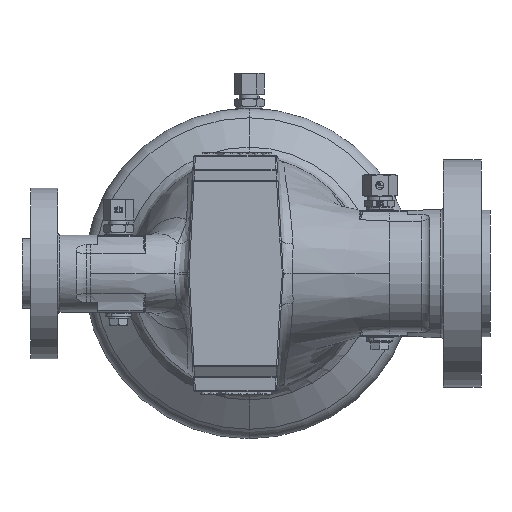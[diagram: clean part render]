
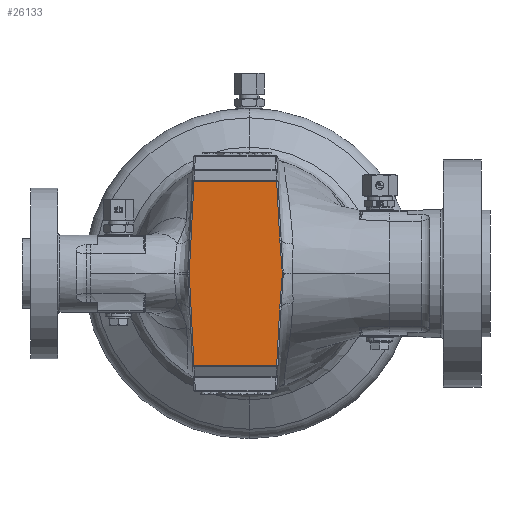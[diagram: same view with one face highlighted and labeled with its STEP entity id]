
A CAD part, front view. The second image highlights one B-rep face of the part: STEP entity #26133.
In plain terms, the highlighted planar face has unit normal (0, -1, 0).
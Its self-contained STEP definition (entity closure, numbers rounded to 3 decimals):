
#55 = ORIENTED_EDGE ( 'NONE', *, *, #1117, .T. ) ;
#195 = EDGE_CURVE ( 'Defeature ausgef�hrt1_297+Defeature ausgef�hrt1_300+Defeature ausgef�hrt1_335+Defeature ausgef�hrt1_175', #36707, #46795, #50633, .T. ) ;
#683 = CARTESIAN_POINT ( 'NONE',  ( 22.313, -46., 24.051 ) ) ;
#1117 = EDGE_CURVE ( 'Defeature ausgef�hrt1_297+Defeature ausgef�hrt1_274+Defeature ausgef�hrt1_259+Defeature ausgef�hrt1_176', #8028, #12340, #49565, .T. ) ;
#2231 = EDGE_CURVE ( 'Defeature ausgef�hrt1_297+Defeature ausgef�hrt1_335+Defeature ausgef�hrt1_333+Defeature ausgef�hrt1_300', #28229, #36707, #15254, .T. ) ;
#2408 = LINE ( 'NONE', #50906, #34229 ) ;
#2493 = AXIS2_PLACEMENT_3D ( 'NONE', #22688, #38797, #26761 ) ;
#2817 = EDGE_LOOP ( 'NONE', ( #44195, #55, #51378, #45396, #38499, #42351, #23725, #23871, #23950, #39783, #10555, #39963 ) ) ;
#3302 = EDGE_CURVE ( 'Defeature ausgef�hrt1_297+Defeature ausgef�hrt1_175+Defeature ausgef�hrt1_300+Defeature ausgef�hrt1_306', #46795, #13410, #23119, .T. ) ;
#4335 = DIRECTION ( 'NONE',  ( -0.052, 0., 0.999 ) ) ;
#4391 = B_SPLINE_CURVE_WITH_KNOTS ( 'NONE', 3,
 ( #42839, #26733, #18185, #6026, #26042, #5850, #46913, #46734 ),
 .UNSPECIFIED., .F., .F.,
 ( 4, 2, 2, 4 ),
 ( 0., 0.006, 0.012, 0.024 ),
 .UNSPECIFIED. ) ;
#5850 = CARTESIAN_POINT ( 'NONE',  ( 23.595, -46., -8.256 ) ) ;
#6026 = CARTESIAN_POINT ( 'NONE',  ( 23.02, -46., -16.159 ) ) ;
#6558 = CARTESIAN_POINT ( 'NONE',  ( 22.156, -46., 25.75 ) ) ;
#7061 = EDGE_CURVE ( 'Defeature ausgef�hrt1_297+Defeature ausgef�hrt1_309+Defeature ausgef�hrt1_323+Defeature ausgef�hrt1_296', #31877, #8061, #4391, .T. ) ;
#8028 = VERTEX_POINT ( 'NONE', #49701 ) ;
#8061 = VERTEX_POINT ( 'NONE', #33841 ) ;
#8167 = FACE_OUTER_BOUND ( 'NONE', #2817, .T. ) ;
#8319 = CARTESIAN_POINT ( 'NONE',  ( 22.313, -46., -24.051 ) ) ;
#8323 = CARTESIAN_POINT ( 'NONE',  ( 24.056, -46., 0.344 ) ) ;
#9127 = VERTEX_POINT ( 'NONE', #12272 ) ;
#10555 = ORIENTED_EDGE ( 'NONE', *, *, #3302, .T. ) ;
#10899 = CARTESIAN_POINT ( 'NONE',  ( 22.225, -46., -24.9 ) ) ;
#11614 = CARTESIAN_POINT ( 'NONE',  ( -40., -46., -66.733 ) ) ;
#11922 = EDGE_CURVE ( 'Defeature ausgef�hrt1_297+Defeature ausgef�hrt1_176+Defeature ausgef�hrt1_274+Defeature ausgef�hrt1_280', #12340, #13588, #23900, .T. ) ;
#12272 = CARTESIAN_POINT ( 'NONE',  ( 22.112, -46., -26.601 ) ) ;
#12340 = VERTEX_POINT ( 'NONE', #37864 ) ;
#12620 = EDGE_CURVE ( 'Defeature ausgef�hrt1_296+Defeature ausgef�hrt1_297+Defeature ausgef�hrt1_333+Defeature ausgef�hrt1_309', #42180, #8061, #38159, .T. ) ;
#12738 = DIRECTION ( 'NONE',  ( 0., 1., 0. ) ) ;
#13410 = VERTEX_POINT ( 'NONE', #19193 ) ;
#13529 = CARTESIAN_POINT ( 'NONE',  ( 19.804, -46., -70.634 ) ) ;
#13588 = VERTEX_POINT ( 'NONE', #25452 ) ;
#14048 = CARTESIAN_POINT ( 'NONE',  ( 22.225, -46., 24.9 ) ) ;
#15254 = B_SPLINE_CURVE_WITH_KNOTS ( 'NONE', 3,
 ( #42515, #14048, #6558, #46395 ),
 .UNSPECIFIED., .F., .F.,
 ( 4, 4 ),
 ( 0., 0.003 ),
 .UNSPECIFIED. ) ;
#18185 = CARTESIAN_POINT ( 'NONE',  ( 22.692, -46., -20.107 ) ) ;
#19118 = CARTESIAN_POINT ( 'NONE',  ( 24.056, -46., 0.344 ) ) ;
#19193 = CARTESIAN_POINT ( 'NONE',  ( -40.008, -46., 66.733 ) ) ;
#19483 = CARTESIAN_POINT ( 'NONE',  ( -40.97, -46., 66.733 ) ) ;
#20105 = LINE ( 'NONE', #13529, #31567 ) ;
#20742 = CARTESIAN_POINT ( 'NONE',  ( 26.86, -46., -63.996 ) ) ;
#20964 = DIRECTION ( 'NONE',  ( 0., 0., 1. ) ) ;
#21549 = CARTESIAN_POINT ( 'NONE',  ( 23.17, -46., 14.184 ) ) ;
#21834 = EDGE_CURVE ( 'Defeature ausgef�hrt1_297+Defeature ausgef�hrt1_306+Defeature ausgef�hrt1_175+Defeature ausgef�hrt1_259', #13410, #26003, #2408, .T. ) ;
#22688 = CARTESIAN_POINT ( 'NONE',  ( -34.493, -46., 0. ) ) ;
#23119 = LINE ( 'NONE', #19483, #29494 ) ;
#23249 = CIRCLE ( 'NONE', #2493, 9. ) ;
#23725 = ORIENTED_EDGE ( 'NONE', *, *, #12620, .F. ) ;
#23871 = ORIENTED_EDGE ( 'NONE', *, *, #51087, .T. ) ;
#23900 = LINE ( 'NONE', #11614, #25783 ) ;
#23950 = ORIENTED_EDGE ( 'NONE', *, *, #2231, .T. ) ;
#24301 = DIRECTION ( 'NONE',  ( -1., 0., 0. ) ) ;
#25100 = CARTESIAN_POINT ( 'NONE',  ( 24.056, -46., 0.344 ) ) ;
#25452 = CARTESIAN_POINT ( 'NONE',  ( 20.008, -46., -66.733 ) ) ;
#25631 = CARTESIAN_POINT ( 'NONE',  ( 22.692, -46., 20.107 ) ) ;
#25783 = VECTOR ( 'NONE', #40034, 1000. ) ;
#26003 = VERTEX_POINT ( 'NONE', #26521 ) ;
#26042 = CARTESIAN_POINT ( 'NONE',  ( 23.17, -46., -14.184 ) ) ;
#26133 = ADVANCED_FACE ( 'Defeature ausgef�hrt1_297', ( #8167 ), #37066, .F. ) ;
#26521 = CARTESIAN_POINT ( 'NONE',  ( -43.481, -46., 0.471 ) ) ;
#26733 = CARTESIAN_POINT ( 'NONE',  ( 22.516, -46., -22.08 ) ) ;
#26761 = DIRECTION ( 'NONE',  ( 0., 0., 1. ) ) ;
#26916 = CARTESIAN_POINT ( 'NONE',  ( 22.313, -46., 24.051 ) ) ;
#28001 = AXIS2_PLACEMENT_3D ( 'NONE', #28950, #12738, #20964 ) ;
#28229 = VERTEX_POINT ( 'NONE', #26916 ) ;
#28950 = CARTESIAN_POINT ( 'NONE',  ( -40., -46., -67.5 ) ) ;
#28989 = CARTESIAN_POINT ( 'NONE',  ( 23.843, -46., 4.301 ) ) ;
#29397 = CARTESIAN_POINT ( 'NONE',  ( 20.008, -46., 66.733 ) ) ;
#29494 = VECTOR ( 'NONE', #24301, 1000. ) ;
#30205 = B_SPLINE_CURVE_WITH_KNOTS ( 'NONE', 3,
 ( #25100, #28989, #41758, #21549, #37825, #25631, #49385, #683 ),
 .UNSPECIFIED., .F., .F.,
 ( 4, 2, 2, 4 ),
 ( 0., 0.012, 0.018, 0.024 ),
 .UNSPECIFIED. ) ;
#30283 = DIRECTION ( 'NONE',  ( 0.052, 0., 0.999 ) ) ;
#31567 = VECTOR ( 'NONE', #30283, 1000. ) ;
#31763 = VECTOR ( 'NONE', #34146, 1000. ) ;
#31877 = VERTEX_POINT ( 'NONE', #8319 ) ;
#32490 = CARTESIAN_POINT ( 'NONE',  ( 24.056, -46., -0.344 ) ) ;
#32833 = CARTESIAN_POINT ( 'NONE',  ( 24.069, -46., 0.115 ) ) ;
#33841 = CARTESIAN_POINT ( 'NONE',  ( 24.056, -46., -0.344 ) ) ;
#34146 = DIRECTION ( 'NONE',  ( 0.052, 0., -0.999 ) ) ;
#34229 = VECTOR ( 'NONE', #42416, 1000. ) ;
#35385 = EDGE_CURVE ( 'Defeature ausgef�hrt1_259+Defeature ausgef�hrt1_297+Defeature ausgef�hrt1_274+Defeature ausgef�hrt1_306', #8028, #26003, #23249, .T. ) ;
#36542 = EDGE_CURVE ( 'Defeature ausgef�hrt1_297+Defeature ausgef�hrt1_323+Defeature ausgef�hrt1_280+Defeature ausgef�hrt1_309', #9127, #31877, #45538, .T. ) ;
#36707 = VERTEX_POINT ( 'NONE', #51914 ) ;
#37066 = PLANE ( 'NONE',  #28001 ) ;
#37825 = CARTESIAN_POINT ( 'NONE',  ( 23.02, -46., 16.159 ) ) ;
#37864 = CARTESIAN_POINT ( 'NONE',  ( -40.008, -46., -66.733 ) ) ;
#38159 = B_SPLINE_CURVE_WITH_KNOTS ( 'NONE', 3,
 ( #8323, #32833, #44398, #32490 ),
 .UNSPECIFIED., .F., .F.,
 ( 4, 4 ),
 ( 0., 0.001 ),
 .UNSPECIFIED. ) ;
#38439 = CARTESIAN_POINT ( 'NONE',  ( -39.971, -46., -67.448 ) ) ;
#38499 = ORIENTED_EDGE ( 'NONE', *, *, #36542, .T. ) ;
#38688 = EDGE_CURVE ( 'Defeature ausgef�hrt1_297+Defeature ausgef�hrt1_280+Defeature ausgef�hrt1_176+Defeature ausgef�hrt1_323', #13588, #9127, #20105, .T. ) ;
#38797 = DIRECTION ( 'NONE',  ( 0., 1., 0. ) ) ;
#39783 = ORIENTED_EDGE ( 'NONE', *, *, #195, .T. ) ;
#39963 = ORIENTED_EDGE ( 'NONE', *, *, #21834, .T. ) ;
#40034 = DIRECTION ( 'NONE',  ( 1., 0., 0. ) ) ;
#41758 = CARTESIAN_POINT ( 'NONE',  ( 23.595, -46., 8.256 ) ) ;
#42180 = VERTEX_POINT ( 'NONE', #19118 ) ;
#42351 = ORIENTED_EDGE ( 'NONE', *, *, #7061, .T. ) ;
#42356 = CARTESIAN_POINT ( 'NONE',  ( 22.112, -46., -26.601 ) ) ;
#42416 = DIRECTION ( 'NONE',  ( -0.052, 0., -0.999 ) ) ;
#42515 = CARTESIAN_POINT ( 'NONE',  ( 22.313, -46., 24.051 ) ) ;
#42839 = CARTESIAN_POINT ( 'NONE',  ( 22.313, -46., -24.051 ) ) ;
#43203 = CARTESIAN_POINT ( 'NONE',  ( 22.313, -46., -24.051 ) ) ;
#44195 = ORIENTED_EDGE ( 'NONE', *, *, #35385, .F. ) ;
#44398 = CARTESIAN_POINT ( 'NONE',  ( 24.069, -46., -0.115 ) ) ;
#45396 = ORIENTED_EDGE ( 'NONE', *, *, #38688, .T. ) ;
#45538 = B_SPLINE_CURVE_WITH_KNOTS ( 'NONE', 3,
 ( #42356, #51193, #10899, #43203 ),
 .UNSPECIFIED., .F., .F.,
 ( 4, 4 ),
 ( 0., 0.003 ),
 .UNSPECIFIED. ) ;
#46395 = CARTESIAN_POINT ( 'NONE',  ( 22.112, -46., 26.601 ) ) ;
#46734 = CARTESIAN_POINT ( 'NONE',  ( 24.056, -46., -0.344 ) ) ;
#46790 = VECTOR ( 'NONE', #4335, 1000. ) ;
#46795 = VERTEX_POINT ( 'NONE', #29397 ) ;
#46913 = CARTESIAN_POINT ( 'NONE',  ( 23.843, -46., -4.301 ) ) ;
#49385 = CARTESIAN_POINT ( 'NONE',  ( 22.516, -46., 22.08 ) ) ;
#49565 = LINE ( 'NONE', #38439, #31763 ) ;
#49701 = CARTESIAN_POINT ( 'NONE',  ( -43.481, -46., -0.471 ) ) ;
#50633 = LINE ( 'NONE', #20742, #46790 ) ;
#50906 = CARTESIAN_POINT ( 'NONE',  ( -43.508, -46., -0.052 ) ) ;
#51087 = EDGE_CURVE ( 'Defeature ausgef�hrt1_297+Defeature ausgef�hrt1_333+Defeature ausgef�hrt1_296+Defeature ausgef�hrt1_335', #42180, #28229, #30205, .T. ) ;
#51193 = CARTESIAN_POINT ( 'NONE',  ( 22.156, -46., -25.75 ) ) ;
#51378 = ORIENTED_EDGE ( 'NONE', *, *, #11922, .T. ) ;
#51914 = CARTESIAN_POINT ( 'NONE',  ( 22.112, -46., 26.601 ) ) ;
